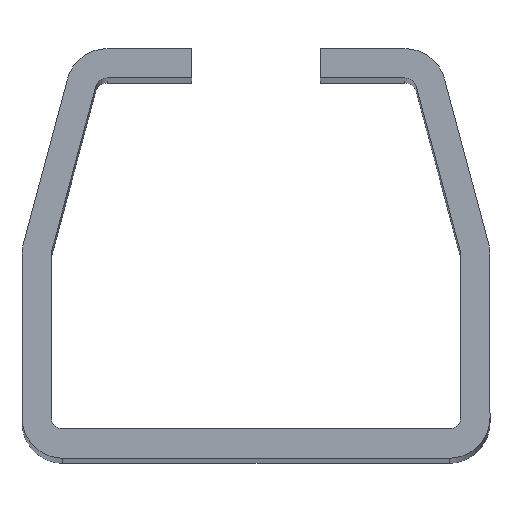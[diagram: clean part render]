
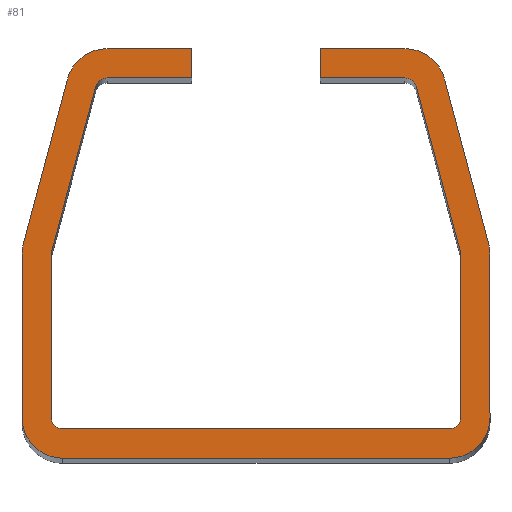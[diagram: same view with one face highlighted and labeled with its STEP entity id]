
A CAD part, top view. The second image highlights one B-rep face of the part: STEP entity #81.
In plain terms, the highlighted planar face has unit normal (0, 0, 1).
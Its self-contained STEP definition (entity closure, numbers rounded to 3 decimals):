
#81=ADVANCED_FACE('',(#279),#281,.T.);
#279=FACE_BOUND('',#280,.T.);
#280=EDGE_LOOP('',(#405,#406,#407,#408,#409,#410,#411,#412,#413,#414,#415,#416,#417,
#418,#419,#420,#421,#422,#423,#424,#425,#426,#427,#428,#429,#430,#431,#432));
#281=PLANE('',#282);
#282=AXIS2_PLACEMENT_3D('',#283,#284,#285);
#283=CARTESIAN_POINT('',(0.,0.,250.));
#284=DIRECTION('',(0.,0.,1.));
#285=DIRECTION('',(1.,0.,0.));
#405=ORIENTED_EDGE('',*,*,#463,.T.);
#406=ORIENTED_EDGE('',*,*,#467,.T.);
#407=ORIENTED_EDGE('',*,*,#470,.T.);
#408=ORIENTED_EDGE('',*,*,#473,.T.);
#409=ORIENTED_EDGE('',*,*,#476,.T.);
#410=ORIENTED_EDGE('',*,*,#479,.T.);
#411=ORIENTED_EDGE('',*,*,#482,.T.);
#412=ORIENTED_EDGE('',*,*,#485,.T.);
#413=ORIENTED_EDGE('',*,*,#488,.T.);
#414=ORIENTED_EDGE('',*,*,#491,.T.);
#415=ORIENTED_EDGE('',*,*,#494,.T.);
#416=ORIENTED_EDGE('',*,*,#497,.T.);
#417=ORIENTED_EDGE('',*,*,#500,.T.);
#418=ORIENTED_EDGE('',*,*,#503,.T.);
#419=ORIENTED_EDGE('',*,*,#506,.T.);
#420=ORIENTED_EDGE('',*,*,#509,.T.);
#421=ORIENTED_EDGE('',*,*,#512,.T.);
#422=ORIENTED_EDGE('',*,*,#515,.T.);
#423=ORIENTED_EDGE('',*,*,#518,.T.);
#424=ORIENTED_EDGE('',*,*,#521,.T.);
#425=ORIENTED_EDGE('',*,*,#524,.T.);
#426=ORIENTED_EDGE('',*,*,#527,.T.);
#427=ORIENTED_EDGE('',*,*,#530,.T.);
#428=ORIENTED_EDGE('',*,*,#533,.T.);
#429=ORIENTED_EDGE('',*,*,#536,.T.);
#430=ORIENTED_EDGE('',*,*,#539,.T.);
#431=ORIENTED_EDGE('',*,*,#542,.T.);
#432=ORIENTED_EDGE('',*,*,#544,.T.);
#463=EDGE_CURVE('',#550,#548,#551,.T.);
#467=EDGE_CURVE('',#548,#555,#557,.T.);
#470=EDGE_CURVE('',#555,#560,#562,.T.);
#473=EDGE_CURVE('',#560,#565,#567,.T.);
#476=EDGE_CURVE('',#565,#570,#572,.T.);
#479=EDGE_CURVE('',#570,#575,#577,.T.);
#482=EDGE_CURVE('',#575,#580,#582,.T.);
#485=EDGE_CURVE('',#580,#585,#587,.T.);
#488=EDGE_CURVE('',#585,#590,#592,.T.);
#491=EDGE_CURVE('',#590,#595,#597,.T.);
#494=EDGE_CURVE('',#595,#600,#602,.T.);
#497=EDGE_CURVE('',#600,#605,#607,.T.);
#500=EDGE_CURVE('',#605,#610,#612,.T.);
#503=EDGE_CURVE('',#610,#615,#617,.T.);
#506=EDGE_CURVE('',#615,#620,#622,.T.);
#509=EDGE_CURVE('',#620,#625,#627,.T.);
#512=EDGE_CURVE('',#625,#630,#632,.T.);
#515=EDGE_CURVE('',#630,#635,#637,.T.);
#518=EDGE_CURVE('',#635,#640,#642,.T.);
#521=EDGE_CURVE('',#640,#645,#647,.T.);
#524=EDGE_CURVE('',#645,#650,#652,.T.);
#527=EDGE_CURVE('',#650,#655,#657,.T.);
#530=EDGE_CURVE('',#655,#660,#662,.T.);
#533=EDGE_CURVE('',#660,#665,#667,.T.);
#536=EDGE_CURVE('',#665,#670,#672,.T.);
#539=EDGE_CURVE('',#670,#675,#677,.T.);
#542=EDGE_CURVE('',#675,#680,#682,.T.);
#544=EDGE_CURVE('',#680,#550,#684,.T.);
#548=VERTEX_POINT('',#690);
#550=VERTEX_POINT('',#694);
#551=LINE('',#695,#696);
#555=VERTEX_POINT('',#706);
#557=CIRCLE('',#710,1.);
#560=VERTEX_POINT('',#718);
#562=LINE('',#722,#723);
#565=VERTEX_POINT('',#730);
#567=CIRCLE('',#734,1.);
#570=VERTEX_POINT('',#742);
#572=LINE('',#746,#747);
#575=VERTEX_POINT('',#754);
#577=CIRCLE('',#758,1.);
#580=VERTEX_POINT('',#766);
#582=LINE('',#770,#771);
#585=VERTEX_POINT('',#777);
#587=LINE('',#781,#782);
#590=VERTEX_POINT('',#788);
#592=LINE('',#792,#793);
#595=VERTEX_POINT('',#800);
#597=CIRCLE('',#804,3.5);
#600=VERTEX_POINT('',#812);
#602=LINE('',#816,#817);
#605=VERTEX_POINT('',#824);
#607=CIRCLE('',#828,3.5);
#610=VERTEX_POINT('',#836);
#612=LINE('',#840,#841);
#615=VERTEX_POINT('',#848);
#617=CIRCLE('',#852,3.5);
#620=VERTEX_POINT('',#860);
#622=LINE('',#864,#865);
#625=VERTEX_POINT('',#872);
#627=CIRCLE('',#876,3.5);
#630=VERTEX_POINT('',#884);
#632=LINE('',#888,#889);
#635=VERTEX_POINT('',#896);
#637=CIRCLE('',#900,3.5);
#640=VERTEX_POINT('',#908);
#642=LINE('',#912,#913);
#645=VERTEX_POINT('',#920);
#647=CIRCLE('',#924,3.5);
#650=VERTEX_POINT('',#932);
#652=LINE('',#936,#937);
#655=VERTEX_POINT('',#943);
#657=LINE('',#947,#948);
#660=VERTEX_POINT('',#954);
#662=LINE('',#958,#959);
#665=VERTEX_POINT('',#966);
#667=CIRCLE('',#970,1.);
#670=VERTEX_POINT('',#978);
#672=LINE('',#982,#983);
#675=VERTEX_POINT('',#990);
#677=CIRCLE('',#994,1.);
#680=VERTEX_POINT('',#1002);
#682=LINE('',#1006,#1007);
#684=CIRCLE('',#1013,1.);
#690=CARTESIAN_POINT('',(-16.5,2.5,250.));
#694=CARTESIAN_POINT('',(16.5,2.5,250.));
#695=CARTESIAN_POINT('',(16.5,2.5,250.));
#696=VECTOR('',#697,1.);
#697=DIRECTION('',(-1.,0.,0.));
#706=CARTESIAN_POINT('',(-17.5,3.5,250.));
#710=AXIS2_PLACEMENT_3D('',#711,#712,#713);
#711=CARTESIAN_POINT('',(-16.5,3.5,250.));
#712=DIRECTION('',(0.,0.,-1.));
#713=DIRECTION('',(0.,-1.,0.));
#718=CARTESIAN_POINT('',(-17.5,17.439,250.));
#722=CARTESIAN_POINT('',(-17.5,3.5,250.));
#723=VECTOR('',#724,1.);
#724=DIRECTION('',(0.,1.,0.));
#730=CARTESIAN_POINT('',(-17.466,17.698,250.));
#734=AXIS2_PLACEMENT_3D('',#735,#736,#737);
#735=CARTESIAN_POINT('',(-16.5,17.439,250.));
#736=DIRECTION('',(0.,0.,-1.));
#737=DIRECTION('',(-1.,0.,0.));
#742=CARTESIAN_POINT('',(-13.698,31.759,250.));
#746=CARTESIAN_POINT('',(-17.466,17.698,250.));
#747=VECTOR('',#748,1.);
#748=DIRECTION('',(0.259,0.966,0.));
#754=CARTESIAN_POINT('',(-12.732,32.5,250.));
#758=AXIS2_PLACEMENT_3D('',#759,#760,#761);
#759=CARTESIAN_POINT('',(-12.732,31.5,250.));
#760=DIRECTION('',(0.,0.,-1.));
#761=DIRECTION('',(-0.966,0.259,0.));
#766=CARTESIAN_POINT('',(-5.5,32.5,250.));
#770=CARTESIAN_POINT('',(-12.732,32.5,250.));
#771=VECTOR('',#772,1.);
#772=DIRECTION('',(1.,0.,0.));
#777=CARTESIAN_POINT('',(-5.5,35.,250.));
#781=CARTESIAN_POINT('',(-5.5,32.5,250.));
#782=VECTOR('',#783,1.);
#783=DIRECTION('',(0.,1.,0.));
#788=CARTESIAN_POINT('',(-12.732,35.,250.));
#792=CARTESIAN_POINT('',(-5.5,35.,250.));
#793=VECTOR('',#794,1.);
#794=DIRECTION('',(-1.,0.,0.));
#800=CARTESIAN_POINT('',(-16.113,32.406,250.));
#804=AXIS2_PLACEMENT_3D('',#805,#806,#807);
#805=CARTESIAN_POINT('',(-12.732,31.5,250.));
#806=DIRECTION('',(0.,0.,1.));
#807=DIRECTION('',(0.,1.,0.));
#812=CARTESIAN_POINT('',(-19.881,18.345,250.));
#816=CARTESIAN_POINT('',(-16.113,32.406,250.));
#817=VECTOR('',#818,1.);
#818=DIRECTION('',(-0.259,-0.966,0.));
#824=CARTESIAN_POINT('',(-20.,17.439,250.));
#828=AXIS2_PLACEMENT_3D('',#829,#830,#831);
#829=CARTESIAN_POINT('',(-16.5,17.439,250.));
#830=DIRECTION('',(0.,0.,1.));
#831=DIRECTION('',(-0.966,0.259,0.));
#836=CARTESIAN_POINT('',(-20.,3.5,250.));
#840=CARTESIAN_POINT('',(-20.,17.439,250.));
#841=VECTOR('',#842,1.);
#842=DIRECTION('',(0.,-1.,0.));
#848=CARTESIAN_POINT('',(-16.5,0.,250.));
#852=AXIS2_PLACEMENT_3D('',#853,#854,#855);
#853=CARTESIAN_POINT('',(-16.5,3.5,250.));
#854=DIRECTION('',(0.,0.,1.));
#855=DIRECTION('',(-1.,0.,0.));
#860=CARTESIAN_POINT('',(16.5,0.,250.));
#864=CARTESIAN_POINT('',(-16.5,0.,250.));
#865=VECTOR('',#866,1.);
#866=DIRECTION('',(1.,0.,0.));
#872=CARTESIAN_POINT('',(20.,3.5,250.));
#876=AXIS2_PLACEMENT_3D('',#877,#878,#879);
#877=CARTESIAN_POINT('',(16.5,3.5,250.));
#878=DIRECTION('',(0.,0.,1.));
#879=DIRECTION('',(0.,-1.,0.));
#884=CARTESIAN_POINT('',(20.,17.439,250.));
#888=CARTESIAN_POINT('',(20.,3.5,250.));
#889=VECTOR('',#890,1.);
#890=DIRECTION('',(0.,1.,0.));
#896=CARTESIAN_POINT('',(19.881,18.345,250.));
#900=AXIS2_PLACEMENT_3D('',#901,#902,#903);
#901=CARTESIAN_POINT('',(16.5,17.439,250.));
#902=DIRECTION('',(0.,0.,1.));
#903=DIRECTION('',(1.,0.,0.));
#908=CARTESIAN_POINT('',(16.113,32.406,250.));
#912=CARTESIAN_POINT('',(19.881,18.345,250.));
#913=VECTOR('',#914,1.);
#914=DIRECTION('',(-0.259,0.966,0.));
#920=CARTESIAN_POINT('',(12.732,35.,250.));
#924=AXIS2_PLACEMENT_3D('',#925,#926,#927);
#925=CARTESIAN_POINT('',(12.732,31.5,250.));
#926=DIRECTION('',(0.,-0.,1.));
#927=DIRECTION('',(0.966,0.259,0.));
#932=CARTESIAN_POINT('',(5.5,35.,250.));
#936=CARTESIAN_POINT('',(12.732,35.,250.));
#937=VECTOR('',#938,1.);
#938=DIRECTION('',(-1.,0.,0.));
#943=CARTESIAN_POINT('',(5.5,32.5,250.));
#947=CARTESIAN_POINT('',(5.5,35.,250.));
#948=VECTOR('',#949,1.);
#949=DIRECTION('',(0.,-1.,0.));
#954=CARTESIAN_POINT('',(12.732,32.5,250.));
#958=CARTESIAN_POINT('',(5.5,32.5,250.));
#959=VECTOR('',#960,1.);
#960=DIRECTION('',(1.,0.,0.));
#966=CARTESIAN_POINT('',(13.698,31.759,250.));
#970=AXIS2_PLACEMENT_3D('',#971,#972,#973);
#971=CARTESIAN_POINT('',(12.732,31.5,250.));
#972=DIRECTION('',(0.,0.,-1.));
#973=DIRECTION('',(0.,1.,0.));
#978=CARTESIAN_POINT('',(17.466,17.698,250.));
#982=CARTESIAN_POINT('',(13.698,31.759,250.));
#983=VECTOR('',#984,1.);
#984=DIRECTION('',(0.259,-0.966,0.));
#990=CARTESIAN_POINT('',(17.5,17.439,250.));
#994=AXIS2_PLACEMENT_3D('',#995,#996,#997);
#995=CARTESIAN_POINT('',(16.5,17.439,250.));
#996=DIRECTION('',(0.,0.,-1.));
#997=DIRECTION('',(0.966,0.259,0.));
#1002=CARTESIAN_POINT('',(17.5,3.5,250.));
#1006=CARTESIAN_POINT('',(17.5,17.439,250.));
#1007=VECTOR('',#1008,1.);
#1008=DIRECTION('',(0.,-1.,0.));
#1013=AXIS2_PLACEMENT_3D('',#1014,#1015,#1016);
#1014=CARTESIAN_POINT('',(16.5,3.5,250.));
#1015=DIRECTION('',(0.,0.,-1.));
#1016=DIRECTION('',(1.,0.,0.));
